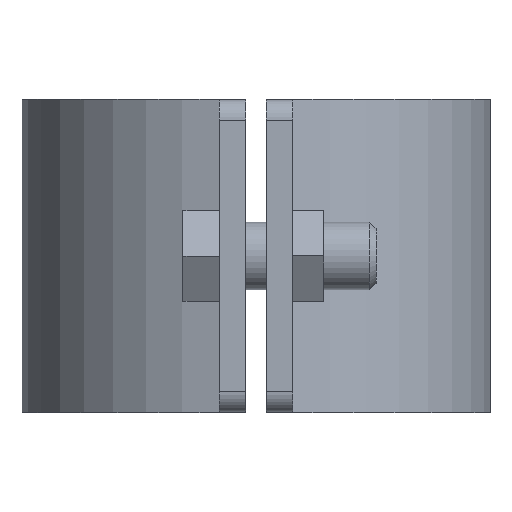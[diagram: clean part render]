
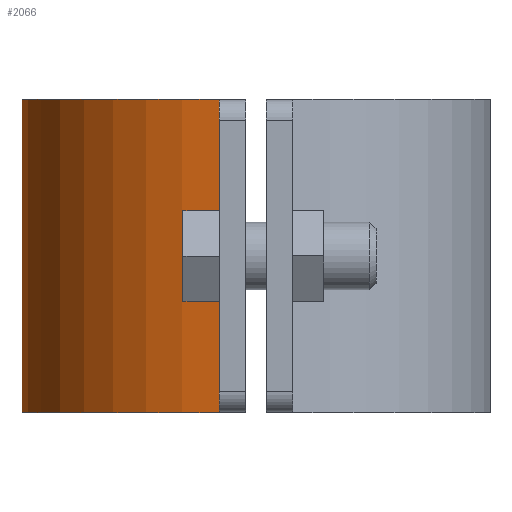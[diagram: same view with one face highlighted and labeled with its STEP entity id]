
A CAD part, left-side view. The second image highlights one B-rep face of the part: STEP entity #2066.
In plain terms, the highlighted cylindrical face has radius 22.5 mm (diameter 45 mm), a partial arc.
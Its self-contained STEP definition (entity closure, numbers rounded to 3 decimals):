
#76 = EDGE_CURVE ( 'NONE', #1212, #2627, #90, .T. ) ;
#90 = CIRCLE ( 'NONE', #1340, 22.5 ) ;
#125 = EDGE_CURVE ( 'NONE', #2200, #2627, #2523, .T. ) ;
#232 = ORIENTED_EDGE ( 'NONE', *, *, #912, .T. ) ;
#305 = EDGE_CURVE ( 'NONE', #2117, #2200, #1764, .T. ) ;
#309 = DIRECTION ( 'NONE',  ( 0., 0., 1. ) ) ;
#415 = CARTESIAN_POINT ( 'NONE',  ( 22.226, 3.5, -15. ) ) ;
#677 = DIRECTION ( 'NONE',  ( 0., 0., -1. ) ) ;
#900 = VECTOR ( 'NONE', #2307, 1000. ) ;
#912 = EDGE_CURVE ( 'NONE', #2117, #1212, #1679, .T. ) ;
#914 = CARTESIAN_POINT ( 'NONE',  ( 0., 0., -15. ) ) ;
#931 = CARTESIAN_POINT ( 'NONE',  ( -22.226, 3.5, -15. ) ) ;
#1049 = DIRECTION ( 'NONE',  ( 0., 0., -1. ) ) ;
#1116 = CARTESIAN_POINT ( 'NONE',  ( -22.226, 3.5, 15. ) ) ;
#1161 = ORIENTED_EDGE ( 'NONE', *, *, #125, .F. ) ;
#1164 = AXIS2_PLACEMENT_3D ( 'NONE', #1483, #1049, #1274 ) ;
#1212 = VERTEX_POINT ( 'NONE', #415 ) ;
#1274 = DIRECTION ( 'NONE',  ( -1., 0., 0. ) ) ;
#1288 = AXIS2_PLACEMENT_3D ( 'NONE', #2162, #309, #1952 ) ;
#1340 = AXIS2_PLACEMENT_3D ( 'NONE', #914, #1736, #1510 ) ;
#1481 = CARTESIAN_POINT ( 'NONE',  ( 22.226, 3.5, 15. ) ) ;
#1483 = CARTESIAN_POINT ( 'NONE',  ( 0., 0., 15. ) ) ;
#1510 = DIRECTION ( 'NONE',  ( 1., 0., 0. ) ) ;
#1549 = CARTESIAN_POINT ( 'NONE',  ( -22.226, 3.5, 15. ) ) ;
#1679 = LINE ( 'NONE', #1481, #900 ) ;
#1680 = FACE_OUTER_BOUND ( 'NONE', #2492, .T. ) ;
#1690 = ORIENTED_EDGE ( 'NONE', *, *, #305, .F. ) ;
#1736 = DIRECTION ( 'NONE',  ( 0., 0., 1. ) ) ;
#1764 = CIRCLE ( 'NONE', #1288, 22.5 ) ;
#1952 = DIRECTION ( 'NONE',  ( 1., 0., 0. ) ) ;
#1987 = VECTOR ( 'NONE', #677, 1000. ) ;
#2056 = CARTESIAN_POINT ( 'NONE',  ( 22.226, 3.5, 15. ) ) ;
#2066 = ADVANCED_FACE ( 'NONE', ( #1680 ), #2477, .T. ) ;
#2117 = VERTEX_POINT ( 'NONE', #2056 ) ;
#2162 = CARTESIAN_POINT ( 'NONE',  ( 0., 0., 15. ) ) ;
#2200 = VERTEX_POINT ( 'NONE', #1549 ) ;
#2307 = DIRECTION ( 'NONE',  ( 0., 0., -1. ) ) ;
#2477 = CYLINDRICAL_SURFACE ( 'NONE', #1164, 22.5 ) ;
#2492 = EDGE_LOOP ( 'NONE', ( #2531, #1161, #1690, #232 ) ) ;
#2523 = LINE ( 'NONE', #1116, #1987 ) ;
#2531 = ORIENTED_EDGE ( 'NONE', *, *, #76, .T. ) ;
#2627 = VERTEX_POINT ( 'NONE', #931 ) ;
